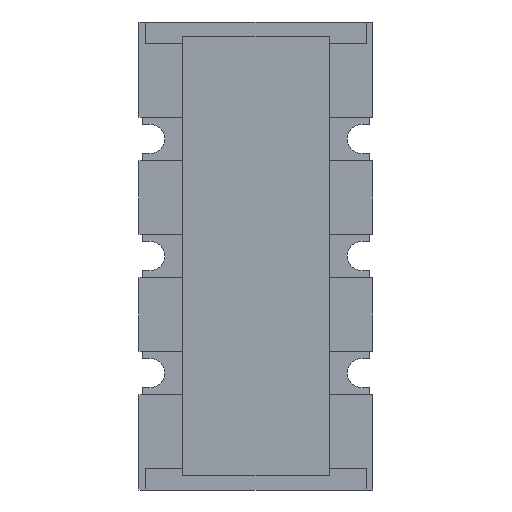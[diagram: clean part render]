
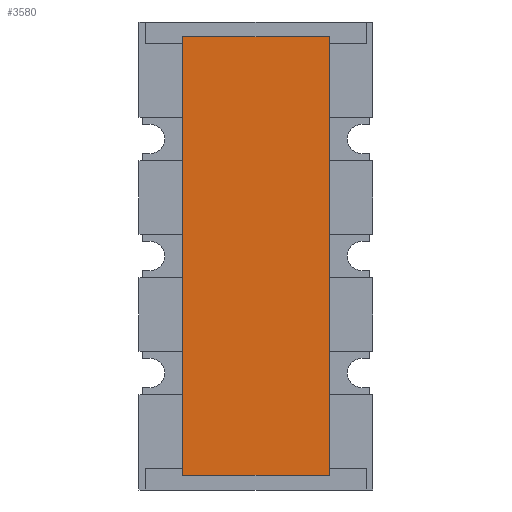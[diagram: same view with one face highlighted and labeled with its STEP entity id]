
A CAD part, front view. The second image highlights one B-rep face of the part: STEP entity #3580.
In plain terms, the highlighted planar face has unit normal (0, -1, 0).
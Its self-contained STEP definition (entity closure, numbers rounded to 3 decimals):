
#1289=DIRECTION('',(0.,0.,1.));
#1290=VECTOR('',#1289,3.);
#1291=CARTESIAN_POINT('',(0.5,-0.258,0.1));
#1292=LINE('',#1291,#1290);
#1293=DIRECTION('',(1.,0.,0.));
#1294=VECTOR('',#1293,1.);
#1295=CARTESIAN_POINT('',(-0.5,-0.258,0.1));
#1296=LINE('',#1295,#1294);
#1297=DIRECTION('',(0.,0.,-1.));
#1298=VECTOR('',#1297,3.);
#1299=CARTESIAN_POINT('',(-0.5,-0.258,3.1));
#1300=LINE('',#1299,#1298);
#1301=DIRECTION('',(-1.,0.,0.));
#1302=VECTOR('',#1301,1.);
#1303=CARTESIAN_POINT('',(0.5,-0.258,3.1));
#1304=LINE('',#1303,#1302);
#1309=CARTESIAN_POINT('',(0.5,-0.258,0.1));
#1310=CARTESIAN_POINT('',(0.5,-0.258,3.1));
#1311=VERTEX_POINT('',#1309);
#1312=VERTEX_POINT('',#1310);
#1313=CARTESIAN_POINT('',(-0.5,-0.258,3.1));
#1314=VERTEX_POINT('',#1313);
#1315=CARTESIAN_POINT('',(-0.5,-0.258,0.1));
#1316=VERTEX_POINT('',#1315);
#3568=CARTESIAN_POINT('',(0.,-0.258,0.));
#3569=DIRECTION('',(0.,-1.,0.));
#3570=DIRECTION('',(-1.,0.,0.));
#3571=AXIS2_PLACEMENT_3D('',#3568,#3569,#3570);
#3572=PLANE('',#3571);
#3573=ORIENTED_EDGE('',*,*,#2294,.F.);
#3574=ORIENTED_EDGE('',*,*,#3563,.F.);
#3575=ORIENTED_EDGE('',*,*,#2118,.F.);
#3577=ORIENTED_EDGE('',*,*,#3576,.F.);
#3578=EDGE_LOOP('',(#3573,#3574,#3575,#3577));
#3579=FACE_OUTER_BOUND('',#3578,.F.);
#2118=EDGE_CURVE('',#1314,#1316,#1300,.T.);
#2294=EDGE_CURVE('',#1311,#1312,#1292,.T.);
#3563=EDGE_CURVE('',#1316,#1311,#1296,.T.);
#3576=EDGE_CURVE('',#1312,#1314,#1304,.T.);
#3580=ADVANCED_FACE('',(#3579),#3572,.T.);
